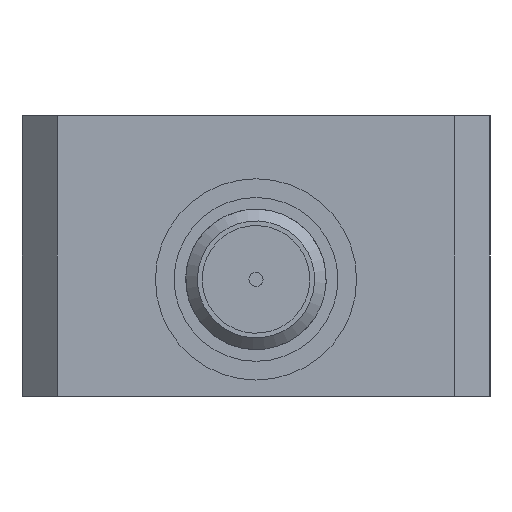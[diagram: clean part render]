
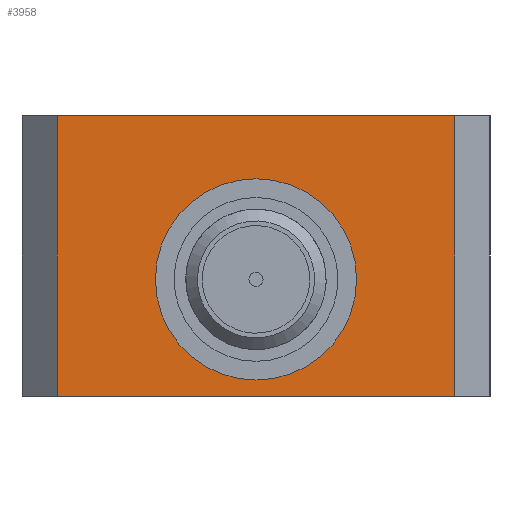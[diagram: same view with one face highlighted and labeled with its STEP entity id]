
A CAD part, left-side view. The second image highlights one B-rep face of the part: STEP entity #3958.
In plain terms, the highlighted planar face has unit normal (-1, 0, 0).
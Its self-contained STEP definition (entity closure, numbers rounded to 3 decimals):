
#3958=ADVANCED_FACE('',(#10764,#10766),#10768,.T.);
#10764=FACE_BOUND('',#10765,.T.);
#10765=EDGE_LOOP('',(#13317,#13318,#13319,#13320));
#10766=FACE_BOUND('',#10767,.T.);
#10767=EDGE_LOOP('',(#13321));
#10768=PLANE('',#10769);
#10769=AXIS2_PLACEMENT_3D('',#10770,#10771,#10772);
#10770=CARTESIAN_POINT('',(-31.,0.,0.));
#10771=DIRECTION('',(-1.,0.,0.));
#10772=DIRECTION('',(0.,0.,1.));
#13317=ORIENTED_EDGE('',*,*,#14653,.T.);
#13318=ORIENTED_EDGE('',*,*,#14674,.T.);
#13319=ORIENTED_EDGE('',*,*,#14666,.T.);
#13320=ORIENTED_EDGE('',*,*,#14675,.T.);
#13321=ORIENTED_EDGE('',*,*,#13570,.F.);
#13570=EDGE_CURVE('',#14796,#14796,#14797,.T.);
#14653=EDGE_CURVE('',#16608,#16606,#16609,.T.);
#14666=EDGE_CURVE('',#16632,#16633,#16634,.T.);
#14674=EDGE_CURVE('',#16606,#16632,#16644,.T.);
#14675=EDGE_CURVE('',#16633,#16608,#16645,.T.);
#14796=VERTEX_POINT('',#17678);
#14797=CIRCLE('',#17679,4.3);
#16606=VERTEX_POINT('',#35093);
#16608=VERTEX_POINT('',#35097);
#16609=LINE('',#35098,#35099);
#16632=VERTEX_POINT('',#35151);
#16633=VERTEX_POINT('',#35152);
#16634=LINE('',#35153,#35154);
#16644=LINE('',#35179,#35180);
#16645=LINE('',#35182,#35183);
#17678=CARTESIAN_POINT('',(-31.,0.,9.3));
#17679=AXIS2_PLACEMENT_3D('',#17680,#17681,#17682);
#17680=CARTESIAN_POINT('',(-31.,0.,5.));
#17681=DIRECTION('',(-1.,0.,0.));
#17682=DIRECTION('',(0.,0.,1.));
#35093=CARTESIAN_POINT('',(-31.,8.5,12.));
#35097=CARTESIAN_POINT('',(-31.,-8.5,12.));
#35098=CARTESIAN_POINT('',(-31.,-8.5,12.));
#35099=VECTOR('',#35100,1.);
#35100=DIRECTION('',(0.,1.,0.));
#35151=CARTESIAN_POINT('',(-31.,8.5,0.));
#35152=CARTESIAN_POINT('',(-31.,-8.5,0.));
#35153=CARTESIAN_POINT('',(-31.,8.5,0.));
#35154=VECTOR('',#35155,1.);
#35155=DIRECTION('',(0.,-1.,0.));
#35179=CARTESIAN_POINT('',(-31.,8.5,12.));
#35180=VECTOR('',#35181,1.);
#35181=DIRECTION('',(0.,0.,-1.));
#35182=CARTESIAN_POINT('',(-31.,-8.5,0.));
#35183=VECTOR('',#35184,1.);
#35184=DIRECTION('',(0.,0.,1.));
